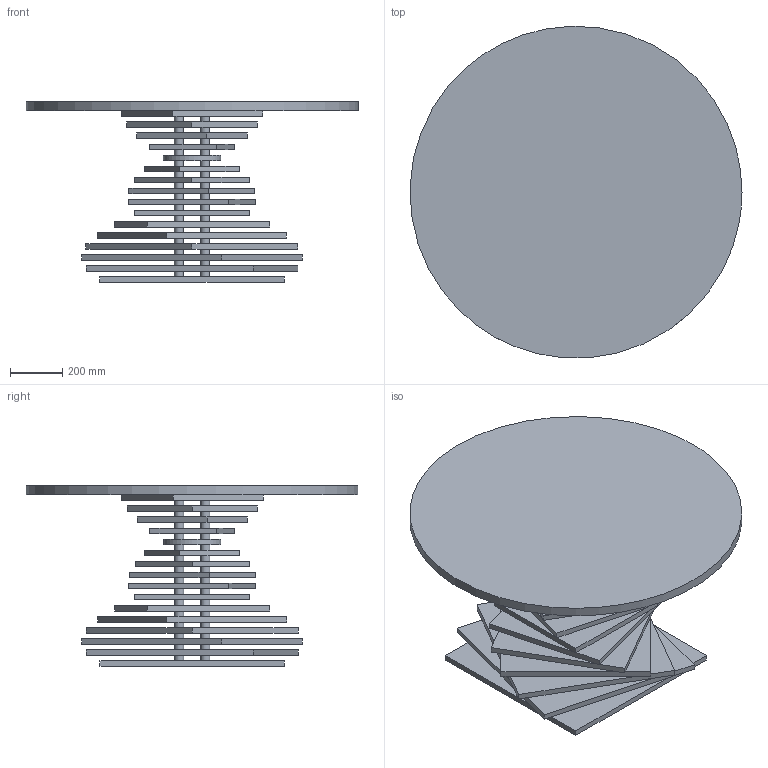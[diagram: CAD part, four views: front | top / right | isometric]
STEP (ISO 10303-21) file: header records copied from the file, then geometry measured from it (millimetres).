
FILE_DESCRIPTION(('FreeCAD Model'),'2;1');
FILE_NAME('Open CASCADE Shape Model','2025-05-01T20:36:40',('FreeCAD'),( 'FreeCAD'),'Open CASCADE STEP processor 7.6','FreeCAD','Unknown');
FILE_SCHEMA(('AUTOMOTIVE_DESIGN { 1 0 10303 214 1 1 1 1 }'));
Length unit declared in the file: millimetre
Products named in the file (1): Open CASCADE STEP translator 7.6 1
Bounding box: 1276.59 x 1274.65 x 695.19 mm (x, y, z)
Volume: 119307589 mm3; surface area: 10227210.7 mm2
Topology: 21 solids, 21 shells, 108 faces, 198 edges, 132 vertices
Faces by surface type: bspline 108
Entity records: 2500 total; most frequent: CARTESIAN_POINT 1105, ORIENTED_EDGE 396, EDGE_CURVE 198, B_SPLINE_CURVE_WITH_KNOTS 186, VERTEX_POINT 132, ADVANCED_FACE 108, FACE_BOUND 108, EDGE_LOOP 108
